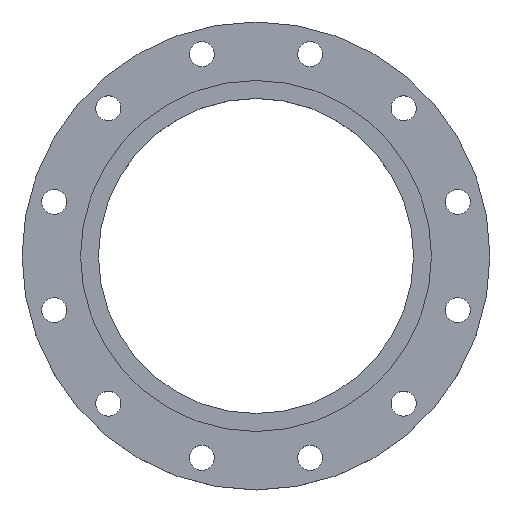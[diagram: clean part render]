
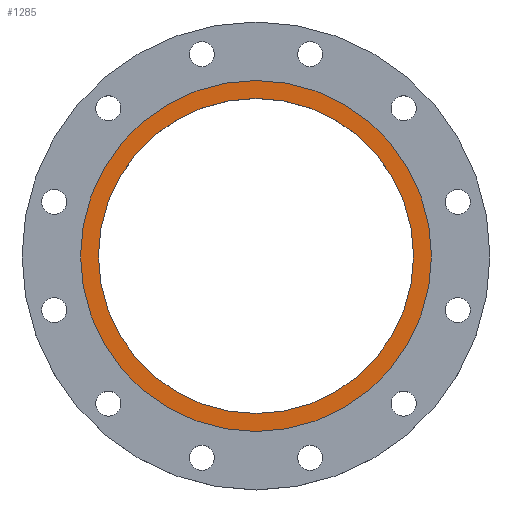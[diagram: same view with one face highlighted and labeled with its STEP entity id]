
A CAD part, top view. The second image highlights one B-rep face of the part: STEP entity #1285.
In plain terms, the highlighted planar face has unit normal (0, 0, 1).
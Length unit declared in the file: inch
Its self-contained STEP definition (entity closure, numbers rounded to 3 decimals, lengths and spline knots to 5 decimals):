
#14 = CIRCLE ( 'NONE', #758, 7.875 ) ;
#28 = DIRECTION ( 'NONE',  ( 0., 0., 1. ) ) ;
#184 = VERTEX_POINT ( 'NONE', #931 ) ;
#221 = DIRECTION ( 'NONE',  ( 1., 0., 0. ) ) ;
#222 = EDGE_LOOP ( 'NONE', ( #933, #1222 ) ) ;
#238 = DIRECTION ( 'NONE',  ( 1., 0., 0. ) ) ;
#258 = AXIS2_PLACEMENT_3D ( 'NONE', #1037, #934, #238 ) ;
#266 = VERTEX_POINT ( 'NONE', #743 ) ;
#318 = DIRECTION ( 'NONE',  ( 1., 0., 0. ) ) ;
#331 = CARTESIAN_POINT ( 'NONE',  ( 0., 0., 0. ) ) ;
#381 = ORIENTED_EDGE ( 'NONE', *, *, #391, .T. ) ;
#386 = AXIS2_PLACEMENT_3D ( 'NONE', #331, #622, #318 ) ;
#388 = DIRECTION ( 'NONE',  ( 0., 0., 1. ) ) ;
#391 = EDGE_CURVE ( 'NONE', #266, #184, #14, .T. ) ;
#488 = EDGE_CURVE ( 'NONE', #898, #1032, #497, .T. ) ;
#497 = CIRCLE ( 'NONE', #901, 7.07 ) ;
#506 = CARTESIAN_POINT ( 'NONE',  ( -7.07, 0., 0. ) ) ;
#559 = AXIS2_PLACEMENT_3D ( 'NONE', #710, #28, #221 ) ;
#608 = FACE_BOUND ( 'NONE', #222, .T. ) ;
#622 = DIRECTION ( 'NONE',  ( 0., 0., 1. ) ) ;
#682 = DIRECTION ( 'NONE',  ( 0., 0., 1. ) ) ;
#710 = CARTESIAN_POINT ( 'NONE',  ( 0., 0., 0. ) ) ;
#743 = CARTESIAN_POINT ( 'NONE',  ( -7.875, 0., 0. ) ) ;
#758 = AXIS2_PLACEMENT_3D ( 'NONE', #992, #682, #900 ) ;
#891 = ORIENTED_EDGE ( 'NONE', *, *, #1203, .T. ) ;
#894 = CARTESIAN_POINT ( 'NONE',  ( 0., 0., 0. ) ) ;
#898 = VERTEX_POINT ( 'NONE', #1272 ) ;
#900 = DIRECTION ( 'NONE',  ( 1., 0., 0. ) ) ;
#901 = AXIS2_PLACEMENT_3D ( 'NONE', #894, #388, #1089 ) ;
#921 = PLANE ( 'NONE',  #559 ) ;
#931 = CARTESIAN_POINT ( 'NONE',  ( 7.875, 0., 0. ) ) ;
#933 = ORIENTED_EDGE ( 'NONE', *, *, #488, .F. ) ;
#934 = DIRECTION ( 'NONE',  ( 0., 0., 1. ) ) ;
#992 = CARTESIAN_POINT ( 'NONE',  ( 0., 0., 0. ) ) ;
#1018 = FACE_OUTER_BOUND ( 'NONE', #1141, .T. ) ;
#1032 = VERTEX_POINT ( 'NONE', #506 ) ;
#1037 = CARTESIAN_POINT ( 'NONE',  ( 0., 0., 0. ) ) ;
#1065 = CIRCLE ( 'NONE', #258, 7.07 ) ;
#1085 = CIRCLE ( 'NONE', #386, 7.875 ) ;
#1089 = DIRECTION ( 'NONE',  ( 1., 0., 0. ) ) ;
#1141 = EDGE_LOOP ( 'NONE', ( #891, #381 ) ) ;
#1153 = EDGE_CURVE ( 'NONE', #1032, #898, #1065, .T. ) ;
#1203 = EDGE_CURVE ( 'NONE', #184, #266, #1085, .T. ) ;
#1222 = ORIENTED_EDGE ( 'NONE', *, *, #1153, .F. ) ;
#1272 = CARTESIAN_POINT ( 'NONE',  ( 7.07, 0., 0. ) ) ;
#1285 = ADVANCED_FACE ( 'NONE', ( #608, #1018 ), #921, .T. ) ;
